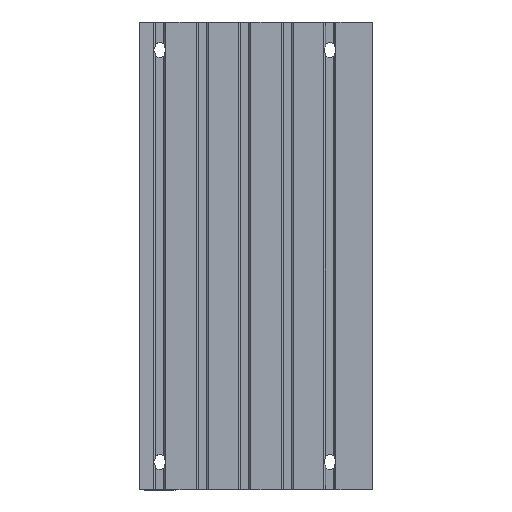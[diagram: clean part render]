
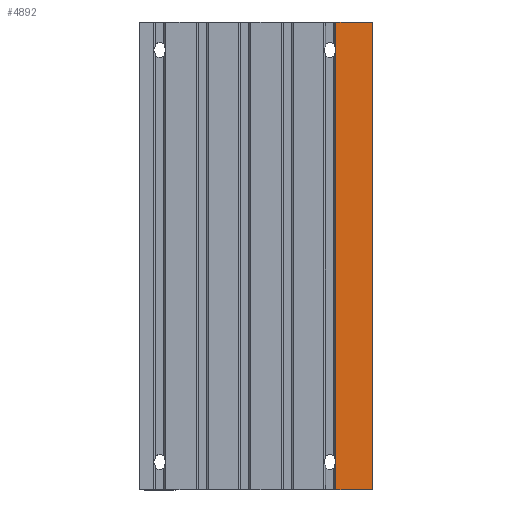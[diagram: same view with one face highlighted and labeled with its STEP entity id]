
A CAD part, top view. The second image highlights one B-rep face of the part: STEP entity #4892.
In plain terms, the highlighted planar face has unit normal (0, 0, 1).
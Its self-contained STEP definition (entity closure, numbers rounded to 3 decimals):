
#45 = VECTOR ( 'NONE', #7385, 1000. ) ;
#135 = EDGE_CURVE ( 'NONE', #207, #8588, #1106, .T. ) ;
#141 = CARTESIAN_POINT ( 'NONE',  ( 200., -2000., 14. ) ) ;
#193 = VERTEX_POINT ( 'NONE', #598 ) ;
#207 = VERTEX_POINT ( 'NONE', #3667 ) ;
#598 = CARTESIAN_POINT ( 'NONE',  ( 200., 2000., 14. ) ) ;
#1106 = LINE ( 'NONE', #5851, #45 ) ;
#1286 = EDGE_CURVE ( 'NONE', #193, #5419, #9462, .T. ) ;
#1881 = DIRECTION ( 'NONE',  ( 0., 1., 0. ) ) ;
#1958 = CARTESIAN_POINT ( 'NONE',  ( 165.65, -2000., 14. ) ) ;
#2309 = DIRECTION ( 'NONE',  ( 0., 0., 1. ) ) ;
#2618 = DIRECTION ( 'NONE',  ( 0., 1., 0. ) ) ;
#2742 = AXIS2_PLACEMENT_3D ( 'NONE', #6939, #2309, #3078 ) ;
#3078 = DIRECTION ( 'NONE',  ( 1., 0., 0. ) ) ;
#3176 = FACE_OUTER_BOUND ( 'NONE', #9301, .T. ) ;
#3260 = DIRECTION ( 'NONE',  ( -1., 0., 0. ) ) ;
#3304 = CARTESIAN_POINT ( 'NONE',  ( 165.65, 2000., 14. ) ) ;
#3667 = CARTESIAN_POINT ( 'NONE',  ( 200., 1560., 14. ) ) ;
#3836 = PLANE ( 'NONE',  #2742 ) ;
#3868 = ORIENTED_EDGE ( 'NONE', *, *, #4636, .F. ) ;
#4195 = CARTESIAN_POINT ( 'NONE',  ( 165.65, 1560., 14. ) ) ;
#4636 = EDGE_CURVE ( 'NONE', #8588, #5419, #9737, .T. ) ;
#4690 = CARTESIAN_POINT ( 'NONE',  ( 165.65, 2000., 14. ) ) ;
#4892 = ADVANCED_FACE ( 'NONE', ( #3176 ), #3836, .T. ) ;
#5419 = VERTEX_POINT ( 'NONE', #3304 ) ;
#5851 = CARTESIAN_POINT ( 'NONE',  ( 200., 1560., 14. ) ) ;
#6216 = ORIENTED_EDGE ( 'NONE', *, *, #6514, .T. ) ;
#6514 = EDGE_CURVE ( 'NONE', #207, #193, #8795, .T. ) ;
#6793 = ORIENTED_EDGE ( 'NONE', *, *, #1286, .T. ) ;
#6811 = VECTOR ( 'NONE', #1881, 1000. ) ;
#6939 = CARTESIAN_POINT ( 'NONE',  ( 182.825, -2000., 14. ) ) ;
#7385 = DIRECTION ( 'NONE',  ( -1., 0., 0. ) ) ;
#8434 = VECTOR ( 'NONE', #2618, 1000. ) ;
#8532 = VECTOR ( 'NONE', #3260, 1000. ) ;
#8588 = VERTEX_POINT ( 'NONE', #4195 ) ;
#8795 = LINE ( 'NONE', #141, #6811 ) ;
#9274 = ORIENTED_EDGE ( 'NONE', *, *, #135, .F. ) ;
#9301 = EDGE_LOOP ( 'NONE', ( #3868, #9274, #6216, #6793 ) ) ;
#9462 = LINE ( 'NONE', #4690, #8532 ) ;
#9737 = LINE ( 'NONE', #1958, #8434 ) ;
